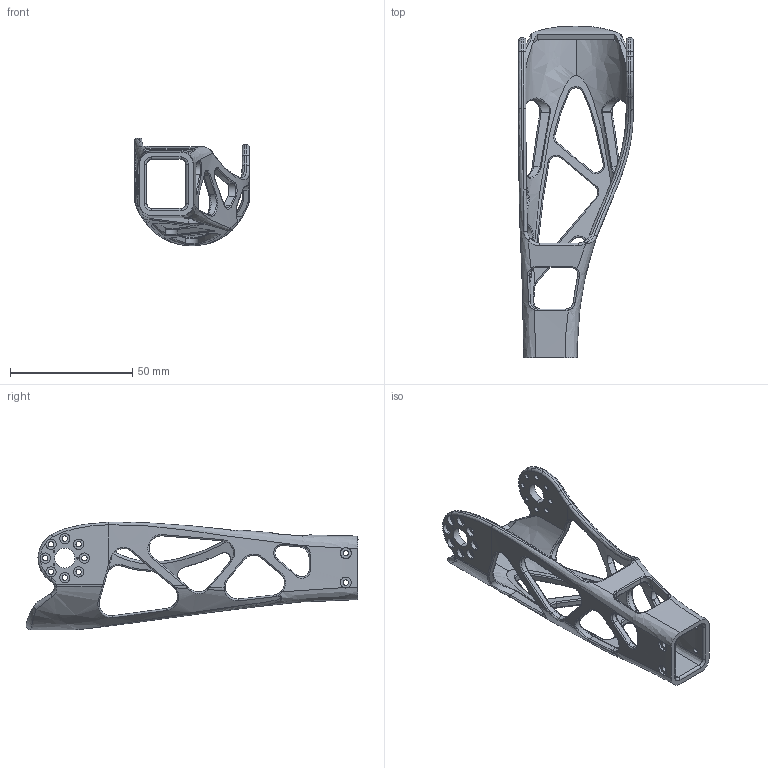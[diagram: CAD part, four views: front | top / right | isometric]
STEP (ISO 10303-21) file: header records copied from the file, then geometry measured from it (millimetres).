
FILE_DESCRIPTION (( 'STEP AP203' ), '1' );
FILE_NAME ('forearm_MX-28-right_sldprt.STEP', '2023-10-06T19:33:23', ( '' ), ( '' ), 'SwSTEP 2.0', 'SolidWorks 2023', '' );
FILE_SCHEMA (( 'CONFIG_CONTROL_DESIGN' ));
Length unit declared in the file: millimetre
Products named in the file (1): forearm_MX-28-right_sldprt
Bounding box: 47 x 135.9 x 44.02 mm (x, y, z)
Volume: 22718.4 mm3; surface area: 19648 mm2
Topology: 1 solids, 1 shells, 616 faces, 1603 edges, 991 vertices
Faces by surface type: bspline 302, cylinder 182, plane 118, torus 14
Entity records: 33759 total; most frequent: CARTESIAN_POINT 20772, ORIENTED_EDGE 3200, DIRECTION 1943, EDGE_CURVE 1600, VERTEX_POINT 991, AXIS2_PLACEMENT_3D 749, B_SPLINE_CURVE_WITH_KNOTS 708, EDGE_LOOP 691
